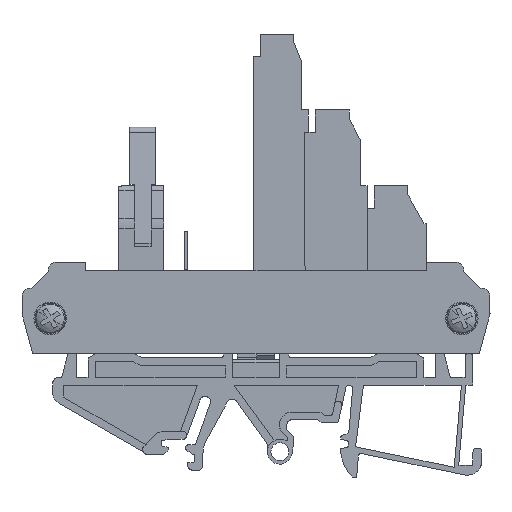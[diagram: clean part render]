
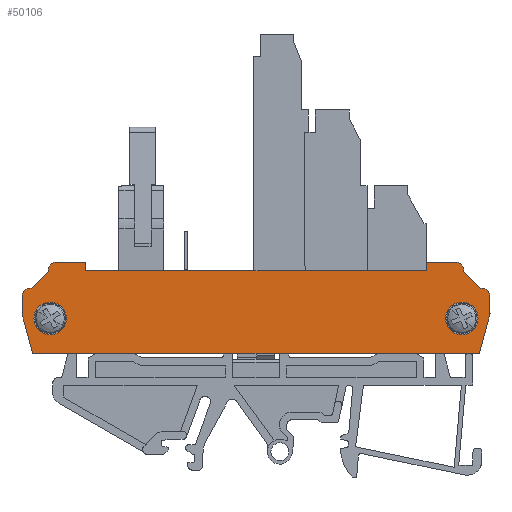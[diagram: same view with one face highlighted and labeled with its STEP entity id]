
A CAD part, left-side view. The second image highlights one B-rep face of the part: STEP entity #50106.
In plain terms, the highlighted planar face has unit normal (-1, 0, 0).
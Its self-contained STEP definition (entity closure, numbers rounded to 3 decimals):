
#4309=AXIS2_PLACEMENT_3D('Circle Axis2P3D',#4307,#4308,$) ;
#4341=AXIS2_PLACEMENT_3D('Circle Axis2P3D',#4339,#4340,$) ;
#9631=AXIS2_PLACEMENT_3D('Circle Axis2P3D',#9629,#9630,$) ;
#27724=AXIS2_PLACEMENT_3D('Circle Axis2P3D',#27722,#27723,$) ;
#27797=AXIS2_PLACEMENT_3D('Circle Axis2P3D',#27795,#27796,$) ;
#27827=AXIS2_PLACEMENT_3D('Circle Axis2P3D',#27825,#27826,$) ;
#27861=AXIS2_PLACEMENT_3D('Circle Axis2P3D',#27859,#27860,$) ;
#27891=AXIS2_PLACEMENT_3D('Circle Axis2P3D',#27889,#27890,$) ;
#50012=AXIS2_PLACEMENT_3D('Plane Axis2P3D',#50009,#50010,#50011) ;
#4304=CARTESIAN_POINT('Vertex',(0.,6.37,39.852)) ;
#4307=CARTESIAN_POINT('Axis2P3D Location',(0.,6.37,38.352)) ;
#4311=CARTESIAN_POINT('Vertex',(0.,4.87,38.352)) ;
#4336=CARTESIAN_POINT('Vertex',(0.,1.723,34.975)) ;
#4339=CARTESIAN_POINT('Axis2P3D Location',(0.,1.5,33.492)) ;
#4343=CARTESIAN_POINT('Vertex',(0.,0.,33.492)) ;
#9626=CARTESIAN_POINT('Vertex',(0.,81.53,38.352)) ;
#9629=CARTESIAN_POINT('Axis2P3D Location',(0.,80.03,38.352)) ;
#9633=CARTESIAN_POINT('Vertex',(0.,80.03,39.852)) ;
#27680=CARTESIAN_POINT('Vertex',(0.,86.4,33.492)) ;
#27694=CARTESIAN_POINT('Vertex',(0.,86.4,30.284)) ;
#27697=CARTESIAN_POINT('Line Origine',(0.,86.4,31.888)) ;
#27722=CARTESIAN_POINT('Axis2P3D Location',(0.,84.9,33.492)) ;
#27726=CARTESIAN_POINT('Vertex',(0.,84.677,34.975)) ;
#27753=CARTESIAN_POINT('Vertex',(0.,81.53,38.122)) ;
#27761=CARTESIAN_POINT('Line Origine',(0.,83.103,36.549)) ;
#27792=CARTESIAN_POINT('Vertex',(0.,8.2,29.452)) ;
#27795=CARTESIAN_POINT('Axis2P3D Location',(0.,5.2,29.452)) ;
#27799=CARTESIAN_POINT('Vertex',(0.,2.2,29.452)) ;
#27825=CARTESIAN_POINT('Axis2P3D Location',(0.,5.2,29.452)) ;
#27856=CARTESIAN_POINT('Vertex',(0.,84.2,29.452)) ;
#27859=CARTESIAN_POINT('Axis2P3D Location',(0.,81.2,29.452)) ;
#27863=CARTESIAN_POINT('Vertex',(0.,78.2,29.452)) ;
#27889=CARTESIAN_POINT('Axis2P3D Location',(0.,81.2,29.452)) ;
#45282=CARTESIAN_POINT('Vertex',(0.,84.435,22.952)) ;
#45285=CARTESIAN_POINT('Line Origine',(0.,85.418,26.618)) ;
#46541=CARTESIAN_POINT('Line Origine',(0.,81.53,38.237)) ;
#50009=CARTESIAN_POINT('Axis2P3D Location',(0.,1.5,33.492)) ;
#50014=CARTESIAN_POINT('Line Origine',(0.,3.297,36.549)) ;
#50018=CARTESIAN_POINT('Vertex',(0.,4.87,38.122)) ;
#50021=CARTESIAN_POINT('Line Origine',(0.,4.87,38.237)) ;
#50026=CARTESIAN_POINT('Line Origine',(0.,9.085,39.852)) ;
#50030=CARTESIAN_POINT('Vertex',(0.,11.8,39.852)) ;
#50033=CARTESIAN_POINT('Line Origine',(0.,11.8,39.052)) ;
#50037=CARTESIAN_POINT('Vertex',(0.,11.8,38.252)) ;
#50040=CARTESIAN_POINT('Line Origine',(0.,43.2,38.252)) ;
#50044=CARTESIAN_POINT('Vertex',(0.,74.6,38.252)) ;
#50047=CARTESIAN_POINT('Line Origine',(0.,74.6,39.052)) ;
#50051=CARTESIAN_POINT('Vertex',(0.,74.6,39.852)) ;
#50054=CARTESIAN_POINT('Line Origine',(0.,77.315,39.852)) ;
#50059=CARTESIAN_POINT('Line Origine',(0.,43.2,22.952)) ;
#50063=CARTESIAN_POINT('Vertex',(0.,1.965,22.952)) ;
#50066=CARTESIAN_POINT('Line Origine',(0.,0.982,26.618)) ;
#50070=CARTESIAN_POINT('Vertex',(0.,0.,30.284)) ;
#50073=CARTESIAN_POINT('Line Origine',(0.,0.,31.888)) ;
#4308=DIRECTION('Axis2P3D Direction',(1.,0.,0.)) ;
#4340=DIRECTION('Axis2P3D Direction',(1.,0.,0.)) ;
#9630=DIRECTION('Axis2P3D Direction',(1.,0.,0.)) ;
#27698=DIRECTION('Vector Direction',(0.,0.,1.)) ;
#27723=DIRECTION('Axis2P3D Direction',(1.,0.,0.)) ;
#27762=DIRECTION('Vector Direction',(0.,-0.707,0.707)) ;
#27796=DIRECTION('Axis2P3D Direction',(-1.,0.,0.)) ;
#27826=DIRECTION('Axis2P3D Direction',(-1.,0.,0.)) ;
#27860=DIRECTION('Axis2P3D Direction',(-1.,0.,0.)) ;
#27890=DIRECTION('Axis2P3D Direction',(-1.,0.,0.)) ;
#45286=DIRECTION('Vector Direction',(0.,0.259,0.966)) ;
#46542=DIRECTION('Vector Direction',(0.,0.,-1.)) ;
#50010=DIRECTION('Axis2P3D Direction',(1.,0.,0.)) ;
#50011=DIRECTION('Axis2P3D XDirection',(0.,1.,0.)) ;
#50015=DIRECTION('Vector Direction',(0.,-0.707,-0.707)) ;
#50022=DIRECTION('Vector Direction',(0.,0.,1.)) ;
#50027=DIRECTION('Vector Direction',(0.,-1.,0.)) ;
#50034=DIRECTION('Vector Direction',(0.,0.,1.)) ;
#50041=DIRECTION('Vector Direction',(0.,-1.,0.)) ;
#50048=DIRECTION('Vector Direction',(0.,0.,-1.)) ;
#50055=DIRECTION('Vector Direction',(0.,-1.,0.)) ;
#50060=DIRECTION('Vector Direction',(0.,1.,0.)) ;
#50067=DIRECTION('Vector Direction',(0.,0.259,-0.966)) ;
#50074=DIRECTION('Vector Direction',(0.,0.,-1.)) ;
#27699=VECTOR('Line Direction',#27698,1.) ;
#27763=VECTOR('Line Direction',#27762,1.) ;
#45287=VECTOR('Line Direction',#45286,1.) ;
#46543=VECTOR('Line Direction',#46542,1.) ;
#50016=VECTOR('Line Direction',#50015,1.) ;
#50023=VECTOR('Line Direction',#50022,1.) ;
#50028=VECTOR('Line Direction',#50027,1.) ;
#50035=VECTOR('Line Direction',#50034,1.) ;
#50042=VECTOR('Line Direction',#50041,1.) ;
#50049=VECTOR('Line Direction',#50048,1.) ;
#50056=VECTOR('Line Direction',#50055,1.) ;
#50061=VECTOR('Line Direction',#50060,1.) ;
#50068=VECTOR('Line Direction',#50067,1.) ;
#50075=VECTOR('Line Direction',#50074,1.) ;
#50079=ORIENTED_EDGE('',*,*,#50020,.F.) ;
#50080=ORIENTED_EDGE('',*,*,#50025,.T.) ;
#50081=ORIENTED_EDGE('',*,*,#4313,.F.) ;
#50082=ORIENTED_EDGE('',*,*,#50032,.F.) ;
#50083=ORIENTED_EDGE('',*,*,#50039,.F.) ;
#50084=ORIENTED_EDGE('',*,*,#50046,.F.) ;
#50085=ORIENTED_EDGE('',*,*,#50053,.F.) ;
#50086=ORIENTED_EDGE('',*,*,#50058,.F.) ;
#50087=ORIENTED_EDGE('',*,*,#9635,.F.) ;
#50088=ORIENTED_EDGE('',*,*,#46545,.T.) ;
#50089=ORIENTED_EDGE('',*,*,#27765,.F.) ;
#50090=ORIENTED_EDGE('',*,*,#27728,.F.) ;
#50091=ORIENTED_EDGE('',*,*,#27701,.F.) ;
#50092=ORIENTED_EDGE('',*,*,#45289,.F.) ;
#50093=ORIENTED_EDGE('',*,*,#50065,.F.) ;
#50094=ORIENTED_EDGE('',*,*,#50072,.F.) ;
#50095=ORIENTED_EDGE('',*,*,#50077,.F.) ;
#50096=ORIENTED_EDGE('',*,*,#4345,.F.) ;
#50099=ORIENTED_EDGE('',*,*,#27829,.F.) ;
#50100=ORIENTED_EDGE('',*,*,#27801,.F.) ;
#50103=ORIENTED_EDGE('',*,*,#27893,.F.) ;
#50104=ORIENTED_EDGE('',*,*,#27865,.F.) ;
#50101=FACE_BOUND('',#50098,.T.) ;
#50105=FACE_BOUND('',#50102,.T.) ;
#50106=ADVANCED_FACE('NONE',(#50097,#50101,#50105),#50013,.F.) ;
#4310=CIRCLE('generated circle',#4309,1.5) ;
#4342=CIRCLE('generated circle',#4341,1.5) ;
#9632=CIRCLE('generated circle',#9631,1.5) ;
#27725=CIRCLE('generated circle',#27724,1.5) ;
#27798=CIRCLE('generated circle',#27797,3.) ;
#27828=CIRCLE('generated circle',#27827,3.) ;
#27862=CIRCLE('generated circle',#27861,3.) ;
#27892=CIRCLE('generated circle',#27891,3.) ;
#4313=EDGE_CURVE('',#4305,#4312,#4310,.T.) ;
#4345=EDGE_CURVE('',#4337,#4344,#4342,.T.) ;
#9635=EDGE_CURVE('',#9627,#9634,#9632,.T.) ;
#27701=EDGE_CURVE('',#27695,#27681,#27700,.T.) ;
#27728=EDGE_CURVE('',#27681,#27727,#27725,.T.) ;
#27765=EDGE_CURVE('',#27727,#27754,#27764,.T.) ;
#27801=EDGE_CURVE('',#27793,#27800,#27798,.T.) ;
#27829=EDGE_CURVE('',#27800,#27793,#27828,.T.) ;
#27865=EDGE_CURVE('',#27857,#27864,#27862,.T.) ;
#27893=EDGE_CURVE('',#27864,#27857,#27892,.T.) ;
#45289=EDGE_CURVE('',#45283,#27695,#45288,.T.) ;
#46545=EDGE_CURVE('',#9627,#27754,#46544,.T.) ;
#50020=EDGE_CURVE('',#50019,#4337,#50017,.T.) ;
#50025=EDGE_CURVE('',#50019,#4312,#50024,.T.) ;
#50032=EDGE_CURVE('',#50031,#4305,#50029,.T.) ;
#50039=EDGE_CURVE('',#50038,#50031,#50036,.T.) ;
#50046=EDGE_CURVE('',#50045,#50038,#50043,.T.) ;
#50053=EDGE_CURVE('',#50052,#50045,#50050,.T.) ;
#50058=EDGE_CURVE('',#9634,#50052,#50057,.T.) ;
#50065=EDGE_CURVE('',#50064,#45283,#50062,.T.) ;
#50072=EDGE_CURVE('',#50071,#50064,#50069,.T.) ;
#50077=EDGE_CURVE('',#4344,#50071,#50076,.T.) ;
#50078=EDGE_LOOP('',(#50079,#50080,#50081,#50082,#50083,#50084,#50085,#50086,#50087,#50088,#50089,#50090,#50091,#50092,#50093,#50094,#50095,#50096)) ;
#50098=EDGE_LOOP('',(#50099,#50100)) ;
#50102=EDGE_LOOP('',(#50103,#50104)) ;
#50097=FACE_OUTER_BOUND('',#50078,.T.) ;
#27700=LINE('Line',#27697,#27699) ;
#27764=LINE('Line',#27761,#27763) ;
#45288=LINE('Line',#45285,#45287) ;
#46544=LINE('Line',#46541,#46543) ;
#50017=LINE('Line',#50014,#50016) ;
#50024=LINE('Line',#50021,#50023) ;
#50029=LINE('Line',#50026,#50028) ;
#50036=LINE('Line',#50033,#50035) ;
#50043=LINE('Line',#50040,#50042) ;
#50050=LINE('Line',#50047,#50049) ;
#50057=LINE('Line',#50054,#50056) ;
#50062=LINE('Line',#50059,#50061) ;
#50069=LINE('Line',#50066,#50068) ;
#50076=LINE('Line',#50073,#50075) ;
#50013=PLANE('',#50012) ;
#4305=VERTEX_POINT('',#4304) ;
#4312=VERTEX_POINT('',#4311) ;
#4337=VERTEX_POINT('',#4336) ;
#4344=VERTEX_POINT('',#4343) ;
#9627=VERTEX_POINT('',#9626) ;
#9634=VERTEX_POINT('',#9633) ;
#27681=VERTEX_POINT('',#27680) ;
#27695=VERTEX_POINT('',#27694) ;
#27727=VERTEX_POINT('',#27726) ;
#27754=VERTEX_POINT('',#27753) ;
#27793=VERTEX_POINT('',#27792) ;
#27800=VERTEX_POINT('',#27799) ;
#27857=VERTEX_POINT('',#27856) ;
#27864=VERTEX_POINT('',#27863) ;
#45283=VERTEX_POINT('',#45282) ;
#50019=VERTEX_POINT('',#50018) ;
#50031=VERTEX_POINT('',#50030) ;
#50038=VERTEX_POINT('',#50037) ;
#50045=VERTEX_POINT('',#50044) ;
#50052=VERTEX_POINT('',#50051) ;
#50064=VERTEX_POINT('',#50063) ;
#50071=VERTEX_POINT('',#50070) ;
